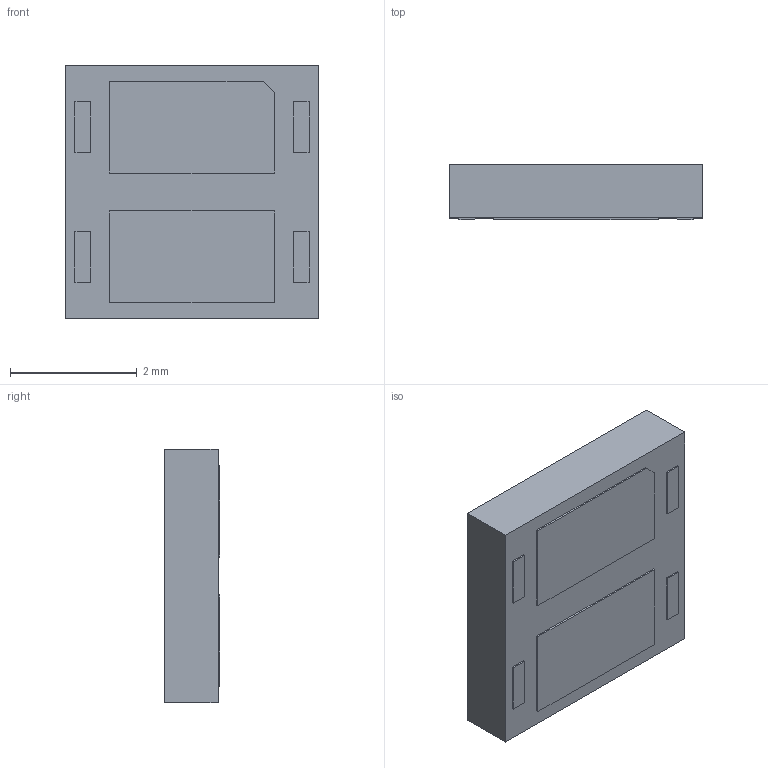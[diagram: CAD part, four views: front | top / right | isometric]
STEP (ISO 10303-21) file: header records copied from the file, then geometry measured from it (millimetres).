
FILE_DESCRIPTION((''),'2;1');
FILE_NAME('P40','2012-07-23T',('ryans'),('Bourns, Inc.'),'PRO/ENGINEER BY PARAMETRIC TECHNOLOGY CORPORATION, 2010100','PRO/ENGINEER BY PARAMETRIC TECHNOLOGY CORPORATION, 2010100','');
FILE_SCHEMA(('CONFIG_CONTROL_DESIGN'));
Length unit declared in the file: millimetre
Products named in the file (1): P40
Bounding box: 4 x 0.88 x 4 mm (x, y, z)
Volume: 13.8 mm3; surface area: 46.2 mm2
Topology: 1 solids, 1 shells, 37 faces, 87 edges, 58 vertices
Faces by surface type: plane 37
Entity records: 1079 total; most frequent: CARTESIAN_POINT 182, ORIENTED_EDGE 174, DIRECTION 161, VECTOR 87, LINE 87, EDGE_CURVE 87, VERTEX_POINT 58, EDGE_LOOP 43
